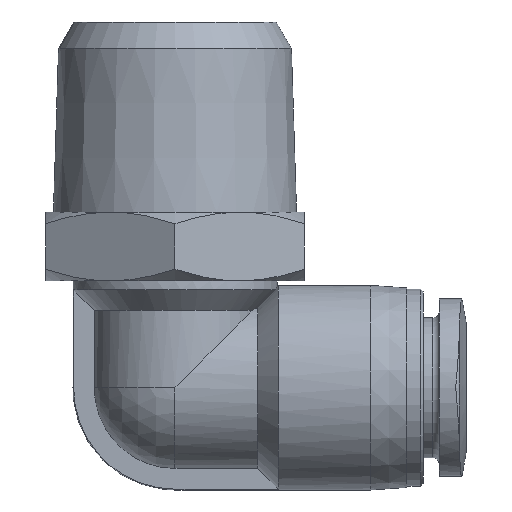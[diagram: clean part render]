
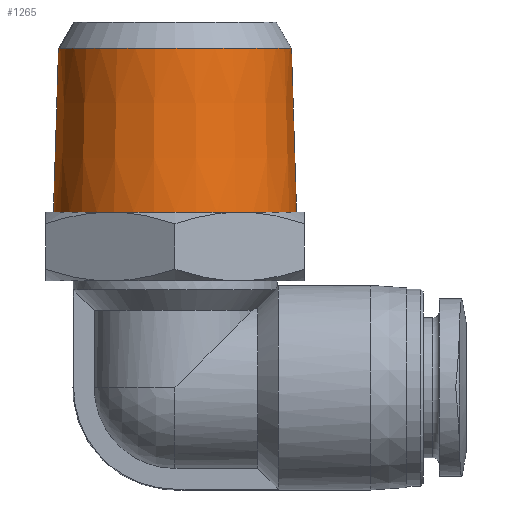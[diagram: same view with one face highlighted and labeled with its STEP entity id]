
A CAD part, front view. The second image highlights one B-rep face of the part: STEP entity #1265.
In plain terms, the highlighted conical face has half-angle 1.788 degrees and reference radius 6.714 mm.
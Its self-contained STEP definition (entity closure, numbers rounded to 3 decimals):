
#51=CONICAL_SURFACE('',#1364,6.714,0.031);
#139=CIRCLE('',#1363,6.432);
#140=CIRCLE('',#1365,6.714);
#298=ORIENTED_EDGE('',*,*,#490,.F.);
#299=ORIENTED_EDGE('',*,*,#491,.T.);
#490=EDGE_CURVE('',#586,#586,#139,.T.);
#491=EDGE_CURVE('',#587,#587,#140,.T.);
#586=VERTEX_POINT('',#1986);
#587=VERTEX_POINT('',#1989);
#677=EDGE_LOOP('',(#298));
#678=EDGE_LOOP('',(#299));
#758=FACE_BOUND('',#677,.T.);
#759=FACE_BOUND('',#678,.T.);
#1265=ADVANCED_FACE('',(#758,#759),#51,.T.);
#1363=AXIS2_PLACEMENT_3D('',#1985,#1558,#1559);
#1364=AXIS2_PLACEMENT_3D('',#1987,#1560,#1561);
#1365=AXIS2_PLACEMENT_3D('',#1988,#1562,#1563);
#1558=DIRECTION('',(0.,0.,1.));
#1559=DIRECTION('',(1.,0.,0.));
#1560=DIRECTION('',(0.,0.,-1.));
#1561=DIRECTION('',(-1.,0.,0.));
#1562=DIRECTION('',(0.,0.,1.));
#1563=DIRECTION('',(1.,0.,0.));
#1985=CARTESIAN_POINT('',(0.,0.,18.744));
#1986=CARTESIAN_POINT('',(6.432,0.,18.744));
#1987=CARTESIAN_POINT('',(0.,0.,9.7));
#1988=CARTESIAN_POINT('',(0.,0.,9.7));
#1989=CARTESIAN_POINT('',(6.714,0.,9.7));
